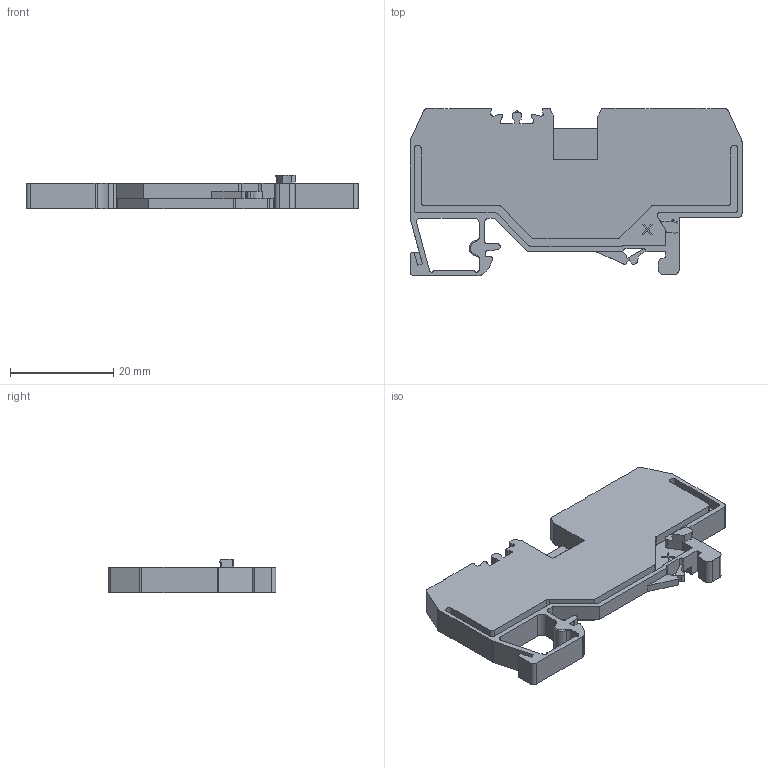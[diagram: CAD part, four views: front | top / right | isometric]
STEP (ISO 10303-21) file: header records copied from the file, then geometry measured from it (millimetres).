
FILE_DESCRIPTION(/* description */ (''),/* implementation_level */ '2;1');
FILE_NAME(/* name */ '225951.stp',/* time_stamp */ '2021-11-01T15:07:23+08:00',/* author */ (''),/* organization */ (''),/* preprocessor_version */ 'ST-DEVELOPER v16.7',/* originating_system */ 'SIEMENS PLM Software NX 12.0',/* authorisation */ '');
FILE_SCHEMA (('AP203_CONFIGURATION_CONTROLLED_3D_DESIGN_OF_MECHANICAL_PARTS_AND_ASSEMBLIES_MIM_LF { 1 0 10303 403 2 1 2}'));
Length unit declared in the file: millimetre
Products named in the file (1): 225951_stp
Bounding box: 64.4 x 32.5 x 6.55 mm (x, y, z)
Volume: 6796.9 mm3; surface area: 5466.9 mm2
Topology: 1 solids, 1 shells, 309 faces, 900 edges, 597 vertices
Faces by surface type: plane 164, cylinder 110, cone 11, bspline 9, extrusion 9, torus 6
Entity records: 11067 total; most frequent: CARTESIAN_POINT 2759, ORIENTED_EDGE 1800, DIRECTION 1649, EDGE_CURVE 900, VERTEX_POINT 597, VECTOR 577, LINE 568, AXIS2_PLACEMENT_3D 536
